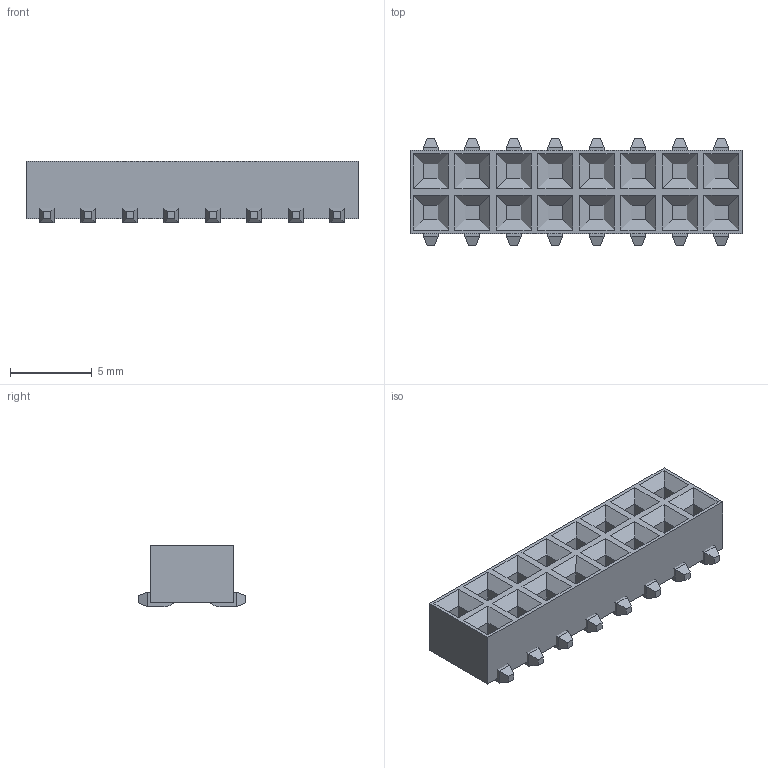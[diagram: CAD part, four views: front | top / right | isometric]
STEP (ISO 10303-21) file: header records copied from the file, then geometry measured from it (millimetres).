
FILE_DESCRIPTION(/* description */ (''),/* implementation_level */ '2;1');
FILE_NAME(/* name */ '2x8_LP_Socket.step',/* time_stamp */ '2022-12-12T10:11:49Z',/* author */ (''),/* organization */ (''),/* preprocessor_version */ 'ST-DEVELOPER v19.2',/* originating_system */ 'Autodesk Translation Framework v11.17.0.187',/* authorisation */ '');
FILE_SCHEMA (('AUTOMOTIVE_DESIGN { 1 0 10303 214 3 1 1 }'));
Length unit declared in the file: millimetre
Products named in the file (2): 2x8 LP Socket; Model
Assembly tree (1 placements, depth 2):
  2x8 LP Socket
    Model
Bounding box: 20.32 x 6.6 x 3.75 mm (x, y, z)
Volume: 343.5 mm3; surface area: 763 mm2
Topology: 17 solids, 17 shells, 342 faces, 796 edges, 488 vertices
Faces by surface type: plane 326, cylinder 16
Entity records: 9503 total; most frequent: CARTESIAN_POINT 1629, ORIENTED_EDGE 1592, DIRECTION 1518, EDGE_CURVE 796, LINE 764, VECTOR 764, VERTEX_POINT 488, AXIS2_PLACEMENT_3D 377
